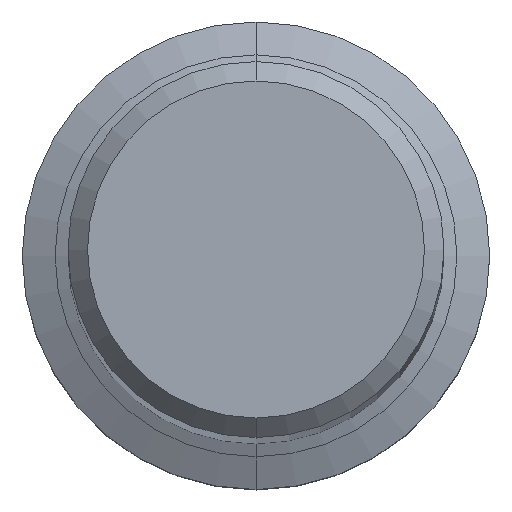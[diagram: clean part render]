
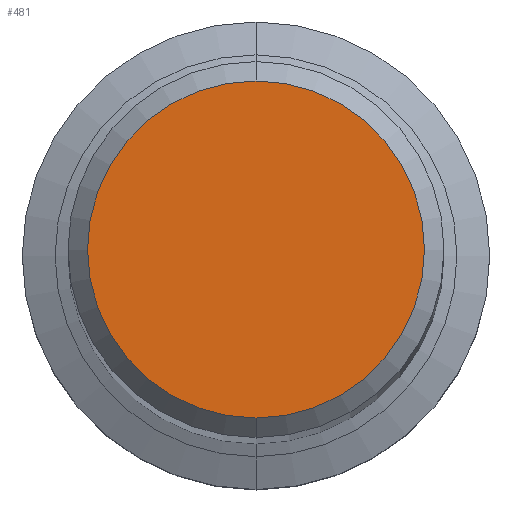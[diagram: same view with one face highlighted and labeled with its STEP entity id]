
A CAD part, top view. The second image highlights one B-rep face of the part: STEP entity #481.
In plain terms, the highlighted planar face has unit normal (0, 0, 1).
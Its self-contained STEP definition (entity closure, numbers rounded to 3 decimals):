
#211=EDGE_CURVE('',#263,#333,#567,.T.);
#263=VERTEX_POINT('',#622);
#299=EDGE_CURVE('',#333,#263,#664,.T.);
#333=VERTEX_POINT('',#700);
#481=ADVANCED_FACE('',(#863),#864,.T.);
#567=CIRCLE('',#963,8.65);
#622=CARTESIAN_POINT('',(0.,-8.65,0.0));
#664=CIRCLE('',#1181,8.65);
#700=CARTESIAN_POINT('',(0.0,8.65,0.0));
#863=FACE_OUTER_BOUND('',#1599,.T.);
#864=PLANE('',#1600);
#963=AXIS2_PLACEMENT_3D('',#1718,#1719,#1720);
#1181=AXIS2_PLACEMENT_3D('',#1822,#1823,#1824);
#1599=EDGE_LOOP('',(#2050,#2051));
#1600=AXIS2_PLACEMENT_3D('',#2052,#2053,#2054);
#1718=CARTESIAN_POINT('',(0.0,0.0,0.0));
#1719=DIRECTION('',(0.0,0.0,-1.0));
#1720=DIRECTION('',(0.0,1.0,0.0));
#1822=CARTESIAN_POINT('',(0.0,0.0,0.0));
#1823=DIRECTION('',(0.0,0.0,-1.0));
#1824=DIRECTION('',(0.0,1.0,0.0));
#2050=ORIENTED_EDGE('',*,*,#299,.F.);
#2051=ORIENTED_EDGE('',*,*,#211,.F.);
#2052=CARTESIAN_POINT('',(0.0,4.325,0.0));
#2053=DIRECTION('',(-0.0,0.0,1.0));
#2054=DIRECTION('',(0.0,-1.0,0.0));
